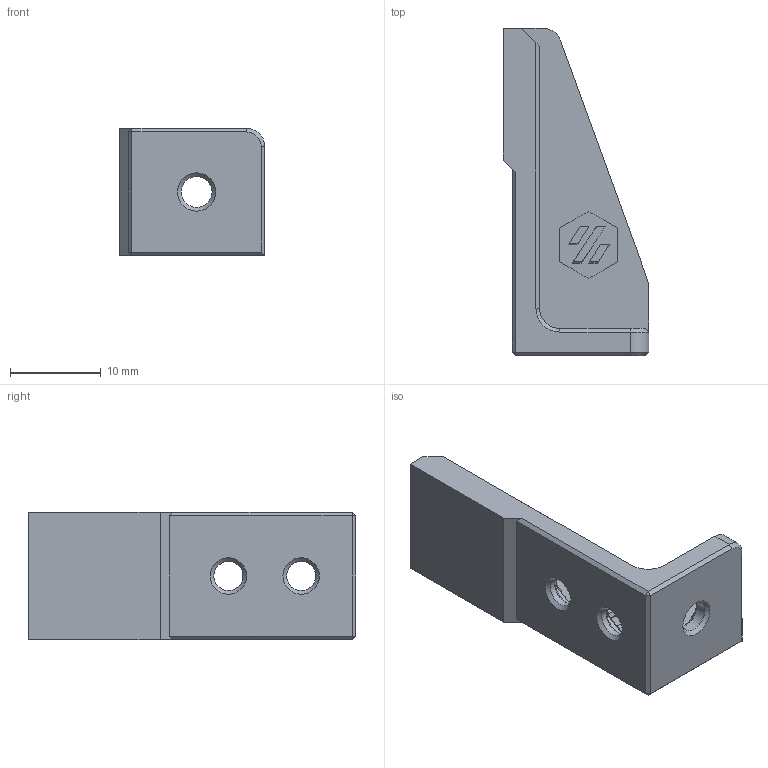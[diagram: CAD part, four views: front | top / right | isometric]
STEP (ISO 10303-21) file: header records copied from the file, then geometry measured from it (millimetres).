
FILE_DESCRIPTION(/* description */ (''),/* implementation_level */ '2;1');
FILE_NAME(/* name */ 'cablechain_bottom_mount.step',/* time_stamp */ '2020-09-11T11:40:03-07:00',/* author */ (''),/* organization */ (''),/* preprocessor_version */ 'ST-DEVELOPER v18.1',/* originating_system */ 'Autodesk Translation Framework v9.3.0.1241',/* authorisation */ '');
FILE_SCHEMA (('AUTOMOTIVE_DESIGN { 1 0 10303 214 3 1 1 }'));
Length unit declared in the file: millimetre
Products named in the file (1): cablechain_bottom_mount
Bounding box: 16 x 36 x 14 mm (x, y, z)
Volume: 2519.4 mm3; surface area: 2275.9 mm2
Topology: 1 solids, 1 shells, 169 faces, 449 edges, 287 vertices
Faces by surface type: plane 76, cylinder 69, cone 16, bspline 8
Full cylindrical faces by diameter (mm): 3.2 x2, 3.4 x1, 6 x1
Entity records: 5477 total; most frequent: CARTESIAN_POINT 1176, ORIENTED_EDGE 898, DIRECTION 898, EDGE_CURVE 449, AXIS2_PLACEMENT_3D 313, VERTEX_POINT 287, LINE 272, VECTOR 272
